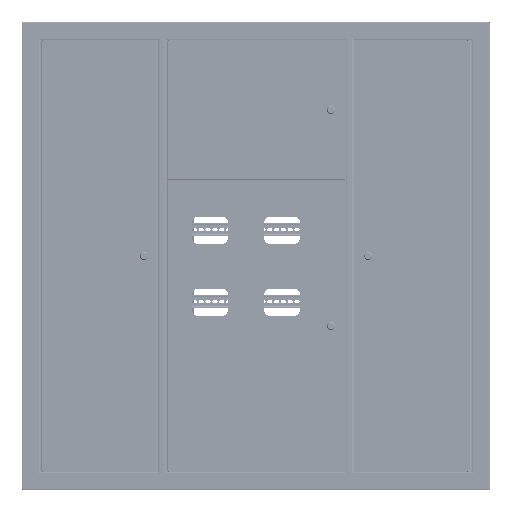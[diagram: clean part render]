
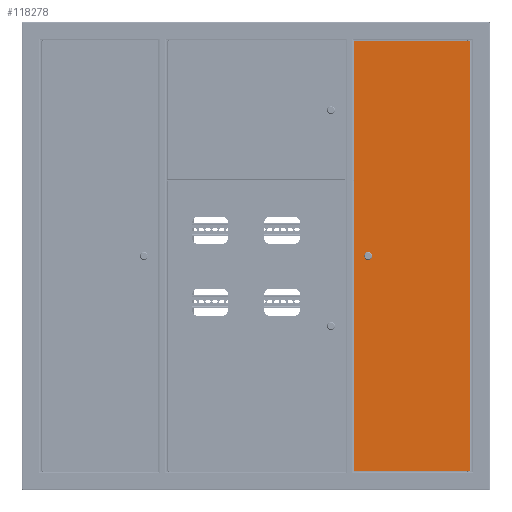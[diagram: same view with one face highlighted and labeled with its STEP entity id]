
A CAD part, top view. The second image highlights one B-rep face of the part: STEP entity #118278.
In plain terms, the highlighted planar face has unit normal (0, 0, 1).
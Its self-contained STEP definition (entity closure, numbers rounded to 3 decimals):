
#705 = ORIENTED_EDGE ( 'NONE', *, *, #24690, .F. ) ;
#4653 = VERTEX_POINT ( 'NONE', #113619 ) ;
#4944 = CARTESIAN_POINT ( 'NONE',  ( 607.45, 40., 0. ) ) ;
#6274 = VECTOR ( 'NONE', #30295, 1000. ) ;
#6717 = CARTESIAN_POINT ( 'NONE',  ( 601.849, 48.5, 0. ) ) ;
#7857 = LINE ( 'NONE', #80819, #75267 ) ;
#9425 = DIRECTION ( 'NONE',  ( 1., 0., 0. ) ) ;
#11980 = LINE ( 'NONE', #58052, #73386 ) ;
#14948 = CARTESIAN_POINT ( 'NONE',  ( 601.849, 31.5, 0. ) ) ;
#15602 = ORIENTED_EDGE ( 'NONE', *, *, #90107, .T. ) ;
#17551 = CARTESIAN_POINT ( 'NONE',  ( 598.2, 40., 0. ) ) ;
#17809 = DIRECTION ( 'NONE',  ( 0., 0., 1. ) ) ;
#20082 = DIRECTION ( 'NONE',  ( 0., 0., 1. ) ) ;
#24651 = FACE_BOUND ( 'NONE', #112924, .T. ) ;
#24690 = EDGE_CURVE ( 'NONE', #47763, #59643, #88957, .T. ) ;
#24951 = ORIENTED_EDGE ( 'NONE', *, *, #106012, .F. ) ;
#25540 = VERTEX_POINT ( 'NONE', #4944 ) ;
#25660 = DIRECTION ( 'NONE',  ( 1., 0., 0. ) ) ;
#26779 = VERTEX_POINT ( 'NONE', #6717 ) ;
#28062 = ORIENTED_EDGE ( 'NONE', *, *, #71798, .T. ) ;
#29443 = ORIENTED_EDGE ( 'NONE', *, *, #89902, .T. ) ;
#29695 = CARTESIAN_POINT ( 'NONE',  ( 601.849, 48.5, 0. ) ) ;
#30295 = DIRECTION ( 'NONE',  ( -1., 0., 0. ) ) ;
#30801 = CARTESIAN_POINT ( 'NONE',  ( 598.2, 40., 0. ) ) ;
#33632 = FACE_OUTER_BOUND ( 'NONE', #95151, .T. ) ;
#34210 = CARTESIAN_POINT ( 'NONE',  ( 0., 325.7, 0. ) ) ;
#34627 = LINE ( 'NONE', #107635, #97951 ) ;
#36529 = DIRECTION ( 'NONE',  ( 0., 1., 0. ) ) ;
#38221 = AXIS2_PLACEMENT_3D ( 'NONE', #34210, #116204, #41418 ) ;
#41418 = DIRECTION ( 'NONE',  ( -1., 0., 0. ) ) ;
#41749 = VERTEX_POINT ( 'NONE', #98514 ) ;
#43104 = EDGE_CURVE ( 'NONE', #26779, #53720, #64442, .T. ) ;
#43287 = DIRECTION ( 'NONE',  ( 1., 0., 0. ) ) ;
#43430 = VECTOR ( 'NONE', #97913, 1000. ) ;
#44447 = DIRECTION ( 'NONE',  ( 0., 0., 1. ) ) ;
#47117 = EDGE_CURVE ( 'NONE', #53720, #47763, #99944, .T. ) ;
#47551 = AXIS2_PLACEMENT_3D ( 'NONE', #17551, #44447, #43287 ) ;
#47763 = VERTEX_POINT ( 'NONE', #109989 ) ;
#47879 = DIRECTION ( 'NONE',  ( 0., -1., 0. ) ) ;
#48268 = ORIENTED_EDGE ( 'NONE', *, *, #43104, .F. ) ;
#51415 = AXIS2_PLACEMENT_3D ( 'NONE', #75194, #17809, #9425 ) ;
#53720 = VERTEX_POINT ( 'NONE', #81080 ) ;
#55961 = AXIS2_PLACEMENT_3D ( 'NONE', #30801, #20082, #93657 ) ;
#57731 = CARTESIAN_POINT ( 'NONE',  ( 1194.993, 324., 0. ) ) ;
#58052 = CARTESIAN_POINT ( 'NONE',  ( 1.7, 324.293, 0. ) ) ;
#58746 = EDGE_CURVE ( 'NONE', #71086, #4653, #113366, .T. ) ;
#58934 = VERTEX_POINT ( 'NONE', #88792 ) ;
#59643 = VERTEX_POINT ( 'NONE', #14948 ) ;
#59852 = VECTOR ( 'NONE', #102622, 1000. ) ;
#60928 = CIRCLE ( 'NONE', #51415, 9.25 ) ;
#64442 = LINE ( 'NONE', #29695, #6274 ) ;
#70319 = ORIENTED_EDGE ( 'NONE', *, *, #116899, .F. ) ;
#71086 = VERTEX_POINT ( 'NONE', #104848 ) ;
#71798 = EDGE_CURVE ( 'NONE', #58934, #41749, #34627, .T. ) ;
#73386 = VECTOR ( 'NONE', #47879, 1000. ) ;
#75194 = CARTESIAN_POINT ( 'NONE',  ( 598.2, 40., 0. ) ) ;
#75267 = VECTOR ( 'NONE', #36529, 1000. ) ;
#76183 = CIRCLE ( 'NONE', #47551, 9.25 ) ;
#79684 = PLANE ( 'NONE',  #38221 ) ;
#80819 = CARTESIAN_POINT ( 'NONE',  ( 1194.7, 0., 0. ) ) ;
#81080 = CARTESIAN_POINT ( 'NONE',  ( 594.551, 48.5, 0. ) ) ;
#88355 = CARTESIAN_POINT ( 'NONE',  ( 601.849, 31.5, 0. ) ) ;
#88792 = CARTESIAN_POINT ( 'NONE',  ( 1.7, 1.7, 0. ) ) ;
#88957 = LINE ( 'NONE', #88355, #43430 ) ;
#89902 = EDGE_CURVE ( 'NONE', #41749, #71086, #7857, .T. ) ;
#90107 = EDGE_CURVE ( 'NONE', #4653, #58934, #11980, .T. ) ;
#93657 = DIRECTION ( 'NONE',  ( 1., 0., 0. ) ) ;
#95151 = EDGE_LOOP ( 'NONE', ( #28062, #29443, #112631, #15602 ) ) ;
#97913 = DIRECTION ( 'NONE',  ( 1., 0., 0. ) ) ;
#97951 = VECTOR ( 'NONE', #25660, 1000. ) ;
#98261 = ORIENTED_EDGE ( 'NONE', *, *, #47117, .F. ) ;
#98514 = CARTESIAN_POINT ( 'NONE',  ( 1194.7, 1.7, 0. ) ) ;
#99944 = CIRCLE ( 'NONE', #55961, 9.25 ) ;
#102622 = DIRECTION ( 'NONE',  ( -1., 0., 0. ) ) ;
#104848 = CARTESIAN_POINT ( 'NONE',  ( 1194.7, 324., 0. ) ) ;
#106012 = EDGE_CURVE ( 'NONE', #59643, #25540, #60928, .T. ) ;
#107635 = CARTESIAN_POINT ( 'NONE',  ( 1.7, 1.7, 0. ) ) ;
#109989 = CARTESIAN_POINT ( 'NONE',  ( 594.551, 31.5, 0. ) ) ;
#112631 = ORIENTED_EDGE ( 'NONE', *, *, #58746, .T. ) ;
#112924 = EDGE_LOOP ( 'NONE', ( #48268, #70319, #24951, #705, #98261 ) ) ;
#113366 = LINE ( 'NONE', #57731, #59852 ) ;
#113619 = CARTESIAN_POINT ( 'NONE',  ( 1.7, 324., 0. ) ) ;
#116204 = DIRECTION ( 'NONE',  ( 0., 0., -1. ) ) ;
#116899 = EDGE_CURVE ( 'NONE', #25540, #26779, #76183, .T. ) ;
#118278 = ADVANCED_FACE ( 'NONE', ( #24651, #33632 ), #79684, .F. ) ;
